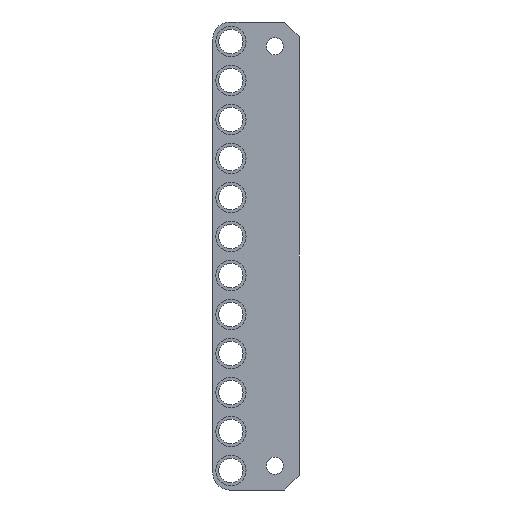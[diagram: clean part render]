
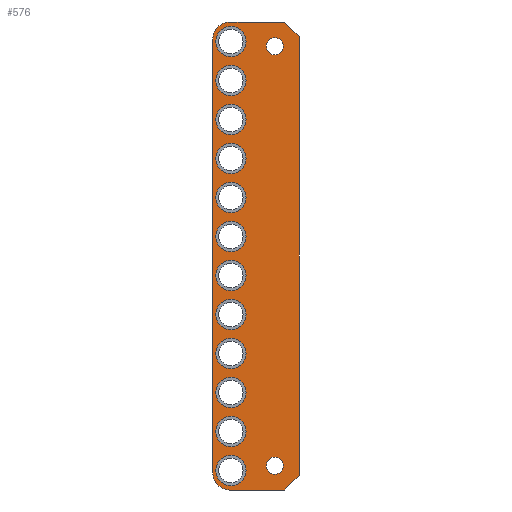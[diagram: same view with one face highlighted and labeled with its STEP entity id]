
A CAD part, front view. The second image highlights one B-rep face of the part: STEP entity #576.
In plain terms, the highlighted planar face has unit normal (0, -1, 0).
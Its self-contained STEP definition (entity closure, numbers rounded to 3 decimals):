
#214 = EDGE_CURVE('',#215,#217,#219,.T.);
#215 = VERTEX_POINT('',#216);
#216 = CARTESIAN_POINT('',(11.,-4.,-4.));
#217 = VERTEX_POINT('',#218);
#218 = CARTESIAN_POINT('',(-0.2,-4.,-4.));
#219 = LINE('',#220,#221);
#220 = CARTESIAN_POINT('',(3.7,-4.,-4.));
#221 = VECTOR('',#222,1.);
#222 = DIRECTION('',(-1.,0.,0.));
#255 = EDGE_CURVE('',#256,#258,#260,.T.);
#256 = VERTEX_POINT('',#257);
#257 = CARTESIAN_POINT('',(-0.2,-4.,92.));
#258 = VERTEX_POINT('',#259);
#259 = CARTESIAN_POINT('',(11.,-4.,92.));
#260 = LINE('',#261,#262);
#261 = CARTESIAN_POINT('',(-3.7,-4.,92.));
#262 = VECTOR('',#263,1.);
#263 = DIRECTION('',(1.,0.,0.));
#296 = EDGE_CURVE('',#297,#215,#299,.T.);
#297 = VERTEX_POINT('',#298);
#298 = CARTESIAN_POINT('',(14.,-4.,-1.));
#299 = LINE('',#300,#301);
#300 = CARTESIAN_POINT('',(22.288,-4.,7.288));
#301 = VECTOR('',#302,1.);
#302 = DIRECTION('',(-0.707,0.,-0.707
    ));
#320 = EDGE_CURVE('',#321,#258,#323,.T.);
#321 = VERTEX_POINT('',#322);
#322 = CARTESIAN_POINT('',(14.,-4.,89.));
#323 = LINE('',#324,#325);
#324 = CARTESIAN_POINT('',(22.288,-4.,80.713));
#325 = VECTOR('',#326,1.);
#326 = DIRECTION('',(-0.707,0.,0.707)
  );
#344 = EDGE_CURVE('',#321,#297,#345,.T.);
#345 = LINE('',#346,#347);
#346 = CARTESIAN_POINT('',(14.,-4.,92.));
#347 = VECTOR('',#348,1.);
#348 = DIRECTION('',(0.,0.,-1.));
#362 = VERTEX_POINT('',#363);
#363 = CARTESIAN_POINT('',(10.75,-4.,87.));
#371 = EDGE_CURVE('',#362,#362,#372,.T.);
#372 = CIRCLE('',#373,1.75);
#373 = AXIS2_PLACEMENT_3D('',#374,#375,#376);
#374 = CARTESIAN_POINT('',(9.,-4.,87.));
#375 = DIRECTION('',(0.,-1.,0.));
#376 = DIRECTION('',(1.,0.,0.));
#387 = VERTEX_POINT('',#388);
#388 = CARTESIAN_POINT('',(10.75,-4.,1.));
#396 = EDGE_CURVE('',#387,#387,#397,.T.);
#397 = CIRCLE('',#398,1.75);
#398 = AXIS2_PLACEMENT_3D('',#399,#400,#401);
#399 = CARTESIAN_POINT('',(9.,-4.,1.));
#400 = DIRECTION('',(0.,-1.,0.));
#401 = DIRECTION('',(1.,0.,0.));
#576 = ADVANCED_FACE('',(#577,#608,#619,#630,#641,#652,#663,#674,#685,
    #696,#707,#718,#729,#740,#743),#746,.T.);
#577 = FACE_BOUND('',#578,.T.);
#578 = EDGE_LOOP('',(#579,#580,#589,#597,#604,#605,#606,#607));
#579 = ORIENTED_EDGE('',*,*,#255,.F.);
#580 = ORIENTED_EDGE('',*,*,#581,.T.);
#581 = EDGE_CURVE('',#256,#582,#584,.T.);
#582 = VERTEX_POINT('',#583);
#583 = CARTESIAN_POINT('',(-3.7,-4.,88.5));
#584 = CIRCLE('',#585,3.5);
#585 = AXIS2_PLACEMENT_3D('',#586,#587,#588);
#586 = CARTESIAN_POINT('',(-0.2,-4.,88.5));
#587 = DIRECTION('',(0.,-1.,0.));
#588 = DIRECTION('',(0.,0.,-1.));
#589 = ORIENTED_EDGE('',*,*,#590,.F.);
#590 = EDGE_CURVE('',#591,#582,#593,.T.);
#591 = VERTEX_POINT('',#592);
#592 = CARTESIAN_POINT('',(-3.7,-4.,-0.5));
#593 = LINE('',#594,#595);
#594 = CARTESIAN_POINT('',(-3.7,-4.,-4.));
#595 = VECTOR('',#596,1.);
#596 = DIRECTION('',(0.,0.,1.));
#597 = ORIENTED_EDGE('',*,*,#598,.F.);
#598 = EDGE_CURVE('',#217,#591,#599,.T.);
#599 = CIRCLE('',#600,3.5);
#600 = AXIS2_PLACEMENT_3D('',#601,#602,#603);
#601 = CARTESIAN_POINT('',(-0.2,-4.,-0.5));
#602 = DIRECTION('',(0.,1.,0.));
#603 = DIRECTION('',(0.,0.,-1.));
#604 = ORIENTED_EDGE('',*,*,#214,.F.);
#605 = ORIENTED_EDGE('',*,*,#296,.F.);
#606 = ORIENTED_EDGE('',*,*,#344,.F.);
#607 = ORIENTED_EDGE('',*,*,#320,.T.);
#608 = FACE_BOUND('',#609,.T.);
#609 = EDGE_LOOP('',(#610));
#610 = ORIENTED_EDGE('',*,*,#611,.F.);
#611 = EDGE_CURVE('',#612,#612,#614,.T.);
#612 = VERTEX_POINT('',#613);
#613 = CARTESIAN_POINT('',(3.1,-4.,88.));
#614 = CIRCLE('',#615,3.1);
#615 = AXIS2_PLACEMENT_3D('',#616,#617,#618);
#616 = CARTESIAN_POINT('',(0.,-4.,88.));
#617 = DIRECTION('',(0.,-1.,0.));
#618 = DIRECTION('',(1.,0.,0.));
#619 = FACE_BOUND('',#620,.T.);
#620 = EDGE_LOOP('',(#621));
#621 = ORIENTED_EDGE('',*,*,#622,.F.);
#622 = EDGE_CURVE('',#623,#623,#625,.T.);
#623 = VERTEX_POINT('',#624);
#624 = CARTESIAN_POINT('',(3.1,-4.,80.));
#625 = CIRCLE('',#626,3.1);
#626 = AXIS2_PLACEMENT_3D('',#627,#628,#629);
#627 = CARTESIAN_POINT('',(0.,-4.,80.));
#628 = DIRECTION('',(0.,-1.,0.));
#629 = DIRECTION('',(1.,0.,0.));
#630 = FACE_BOUND('',#631,.T.);
#631 = EDGE_LOOP('',(#632));
#632 = ORIENTED_EDGE('',*,*,#633,.F.);
#633 = EDGE_CURVE('',#634,#634,#636,.T.);
#634 = VERTEX_POINT('',#635);
#635 = CARTESIAN_POINT('',(3.1,-4.,64.));
#636 = CIRCLE('',#637,3.1);
#637 = AXIS2_PLACEMENT_3D('',#638,#639,#640);
#638 = CARTESIAN_POINT('',(0.,-4.,64.));
#639 = DIRECTION('',(0.,-1.,0.));
#640 = DIRECTION('',(1.,0.,0.));
#641 = FACE_BOUND('',#642,.T.);
#642 = EDGE_LOOP('',(#643));
#643 = ORIENTED_EDGE('',*,*,#644,.F.);
#644 = EDGE_CURVE('',#645,#645,#647,.T.);
#645 = VERTEX_POINT('',#646);
#646 = CARTESIAN_POINT('',(3.1,-4.,72.));
#647 = CIRCLE('',#648,3.1);
#648 = AXIS2_PLACEMENT_3D('',#649,#650,#651);
#649 = CARTESIAN_POINT('',(0.,-4.,72.));
#650 = DIRECTION('',(0.,-1.,0.));
#651 = DIRECTION('',(1.,0.,0.));
#652 = FACE_BOUND('',#653,.T.);
#653 = EDGE_LOOP('',(#654));
#654 = ORIENTED_EDGE('',*,*,#655,.F.);
#655 = EDGE_CURVE('',#656,#656,#658,.T.);
#656 = VERTEX_POINT('',#657);
#657 = CARTESIAN_POINT('',(3.1,-4.,56.));
#658 = CIRCLE('',#659,3.1);
#659 = AXIS2_PLACEMENT_3D('',#660,#661,#662);
#660 = CARTESIAN_POINT('',(0.,-4.,56.));
#661 = DIRECTION('',(0.,-1.,0.));
#662 = DIRECTION('',(1.,0.,0.));
#663 = FACE_BOUND('',#664,.T.);
#664 = EDGE_LOOP('',(#665));
#665 = ORIENTED_EDGE('',*,*,#666,.F.);
#666 = EDGE_CURVE('',#667,#667,#669,.T.);
#667 = VERTEX_POINT('',#668);
#668 = CARTESIAN_POINT('',(3.1,-4.,48.));
#669 = CIRCLE('',#670,3.1);
#670 = AXIS2_PLACEMENT_3D('',#671,#672,#673);
#671 = CARTESIAN_POINT('',(0.,-4.,48.));
#672 = DIRECTION('',(0.,-1.,0.));
#673 = DIRECTION('',(1.,0.,0.));
#674 = FACE_BOUND('',#675,.T.);
#675 = EDGE_LOOP('',(#676));
#676 = ORIENTED_EDGE('',*,*,#677,.F.);
#677 = EDGE_CURVE('',#678,#678,#680,.T.);
#678 = VERTEX_POINT('',#679);
#679 = CARTESIAN_POINT('',(3.1,-4.,40.));
#680 = CIRCLE('',#681,3.1);
#681 = AXIS2_PLACEMENT_3D('',#682,#683,#684);
#682 = CARTESIAN_POINT('',(0.,-4.,40.));
#683 = DIRECTION('',(0.,-1.,0.));
#684 = DIRECTION('',(1.,0.,0.));
#685 = FACE_BOUND('',#686,.T.);
#686 = EDGE_LOOP('',(#687));
#687 = ORIENTED_EDGE('',*,*,#688,.F.);
#688 = EDGE_CURVE('',#689,#689,#691,.T.);
#689 = VERTEX_POINT('',#690);
#690 = CARTESIAN_POINT('',(3.1,-4.,32.));
#691 = CIRCLE('',#692,3.1);
#692 = AXIS2_PLACEMENT_3D('',#693,#694,#695);
#693 = CARTESIAN_POINT('',(0.,-4.,32.));
#694 = DIRECTION('',(0.,-1.,0.));
#695 = DIRECTION('',(1.,0.,0.));
#696 = FACE_BOUND('',#697,.T.);
#697 = EDGE_LOOP('',(#698));
#698 = ORIENTED_EDGE('',*,*,#699,.F.);
#699 = EDGE_CURVE('',#700,#700,#702,.T.);
#700 = VERTEX_POINT('',#701);
#701 = CARTESIAN_POINT('',(3.1,-4.,24.));
#702 = CIRCLE('',#703,3.1);
#703 = AXIS2_PLACEMENT_3D('',#704,#705,#706);
#704 = CARTESIAN_POINT('',(0.,-4.,24.));
#705 = DIRECTION('',(0.,-1.,0.));
#706 = DIRECTION('',(1.,0.,0.));
#707 = FACE_BOUND('',#708,.T.);
#708 = EDGE_LOOP('',(#709));
#709 = ORIENTED_EDGE('',*,*,#710,.F.);
#710 = EDGE_CURVE('',#711,#711,#713,.T.);
#711 = VERTEX_POINT('',#712);
#712 = CARTESIAN_POINT('',(3.1,-4.,16.));
#713 = CIRCLE('',#714,3.1);
#714 = AXIS2_PLACEMENT_3D('',#715,#716,#717);
#715 = CARTESIAN_POINT('',(0.,-4.,16.));
#716 = DIRECTION('',(0.,-1.,0.));
#717 = DIRECTION('',(1.,0.,0.));
#718 = FACE_BOUND('',#719,.T.);
#719 = EDGE_LOOP('',(#720));
#720 = ORIENTED_EDGE('',*,*,#721,.F.);
#721 = EDGE_CURVE('',#722,#722,#724,.T.);
#722 = VERTEX_POINT('',#723);
#723 = CARTESIAN_POINT('',(3.1,-4.,0.));
#724 = CIRCLE('',#725,3.1);
#725 = AXIS2_PLACEMENT_3D('',#726,#727,#728);
#726 = CARTESIAN_POINT('',(0.,-4.,0.));
#727 = DIRECTION('',(0.,-1.,0.));
#728 = DIRECTION('',(1.,0.,0.));
#729 = FACE_BOUND('',#730,.T.);
#730 = EDGE_LOOP('',(#731));
#731 = ORIENTED_EDGE('',*,*,#732,.F.);
#732 = EDGE_CURVE('',#733,#733,#735,.T.);
#733 = VERTEX_POINT('',#734);
#734 = CARTESIAN_POINT('',(3.1,-4.,8.));
#735 = CIRCLE('',#736,3.1);
#736 = AXIS2_PLACEMENT_3D('',#737,#738,#739);
#737 = CARTESIAN_POINT('',(0.,-4.,8.));
#738 = DIRECTION('',(0.,-1.,0.));
#739 = DIRECTION('',(1.,0.,0.));
#740 = FACE_BOUND('',#741,.T.);
#741 = EDGE_LOOP('',(#742));
#742 = ORIENTED_EDGE('',*,*,#396,.F.);
#743 = FACE_BOUND('',#744,.T.);
#744 = EDGE_LOOP('',(#745));
#745 = ORIENTED_EDGE('',*,*,#371,.F.);
#746 = PLANE('',#747);
#747 = AXIS2_PLACEMENT_3D('',#748,#749,#750);
#748 = CARTESIAN_POINT('',(5.15,-4.,44.));
#749 = DIRECTION('',(0.,-1.,0.));
#750 = DIRECTION('',(-1.,0.,0.));
